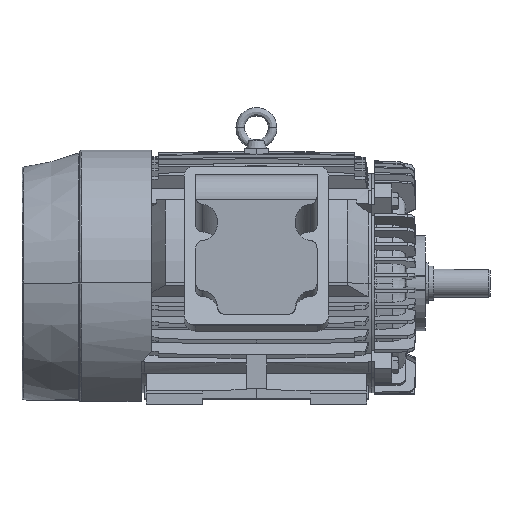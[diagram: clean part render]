
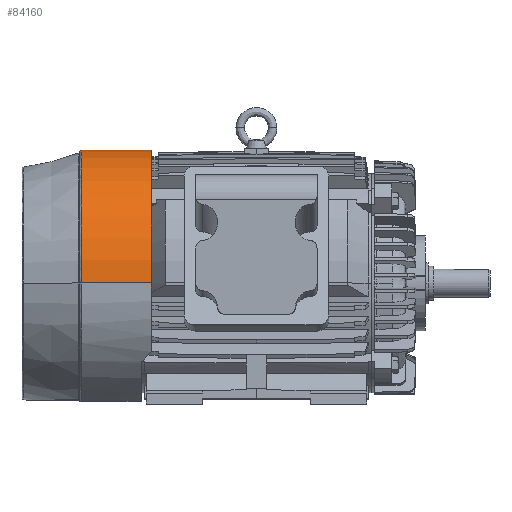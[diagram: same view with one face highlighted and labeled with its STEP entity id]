
A CAD part, top view. The second image highlights one B-rep face of the part: STEP entity #84160.
In plain terms, the highlighted cylindrical face has radius 195.1 mm (diameter 390.2 mm), a partial arc.
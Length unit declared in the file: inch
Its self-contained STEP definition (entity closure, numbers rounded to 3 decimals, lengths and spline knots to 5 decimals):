
#195 = CARTESIAN_POINT ( 'NONE',  ( -6.06299, 0., 0. ) ) ;
#1571 = DIRECTION ( 'NONE',  ( 1., 0., 0. ) ) ;
#1958 = CARTESIAN_POINT ( 'NONE',  ( -6.06299, 0., 7.6811 ) ) ;
#2003 = EDGE_LOOP ( 'NONE', ( #50704, #4557, #34125, #75724 ) ) ;
#4436 = CARTESIAN_POINT ( 'NONE',  ( -10.12008, 0., 7.6811 ) ) ;
#4557 = ORIENTED_EDGE ( 'NONE', *, *, #50912, .T. ) ;
#6832 = CARTESIAN_POINT ( 'NONE',  ( -6.06299, 0., -7.6811 ) ) ;
#8069 = CIRCLE ( 'NONE', #91015, 7.6811 ) ;
#11656 = VERTEX_POINT ( 'NONE', #66078 ) ;
#12345 = VERTEX_POINT ( 'NONE', #6832 ) ;
#14845 = DIRECTION ( 'NONE',  ( 1., 0., 0. ) ) ;
#29076 = EDGE_CURVE ( 'NONE', #11656, #12345, #63275, .T. ) ;
#30297 = DIRECTION ( 'NONE',  ( -1., 0., 0. ) ) ;
#32560 = AXIS2_PLACEMENT_3D ( 'NONE', #58370, #96118, #34435 ) ;
#34125 = ORIENTED_EDGE ( 'NONE', *, *, #57413, .T. ) ;
#34435 = DIRECTION ( 'NONE',  ( 0., 0., -1. ) ) ;
#37557 = VECTOR ( 'NONE', #73641, 39.37008 ) ;
#42364 = EDGE_CURVE ( 'NONE', #11656, #51570, #74897, .T. ) ;
#50704 = ORIENTED_EDGE ( 'NONE', *, *, #42364, .T. ) ;
#50912 = EDGE_CURVE ( 'NONE', #51570, #59620, #73130, .T. ) ;
#51570 = VERTEX_POINT ( 'NONE', #4436 ) ;
#56818 = AXIS2_PLACEMENT_3D ( 'NONE', #84704, #14845, #69904 ) ;
#57413 = EDGE_CURVE ( 'NONE', #59620, #12345, #8069, .T. ) ;
#58370 = CARTESIAN_POINT ( 'NONE',  ( -10.12008, 0., 0. ) ) ;
#59620 = VERTEX_POINT ( 'NONE', #1958 ) ;
#63275 = LINE ( 'NONE', #77567, #73014 ) ;
#66078 = CARTESIAN_POINT ( 'NONE',  ( -10.12008, 0., -7.6811 ) ) ;
#68541 = DIRECTION ( 'NONE',  ( 0., 0., -1. ) ) ;
#69904 = DIRECTION ( 'NONE',  ( 0., 0., -1. ) ) ;
#73014 = VECTOR ( 'NONE', #1571, 39.37008 ) ;
#73130 = LINE ( 'NONE', #81288, #37557 ) ;
#73641 = DIRECTION ( 'NONE',  ( 1., 0., 0. ) ) ;
#74897 = CIRCLE ( 'NONE', #32560, 7.6811 ) ;
#75724 = ORIENTED_EDGE ( 'NONE', *, *, #29076, .F. ) ;
#77563 = CYLINDRICAL_SURFACE ( 'NONE', #56818, 7.6811 ) ;
#77567 = CARTESIAN_POINT ( 'NONE',  ( -6.06299, 0., -7.6811 ) ) ;
#81288 = CARTESIAN_POINT ( 'NONE',  ( -6.06299, 0., 7.6811 ) ) ;
#84160 = ADVANCED_FACE ( 'NONE', ( #100496 ), #77563, .T. ) ;
#84704 = CARTESIAN_POINT ( 'NONE',  ( -6.06299, 0., 0. ) ) ;
#91015 = AXIS2_PLACEMENT_3D ( 'NONE', #195, #30297, #68541 ) ;
#96118 = DIRECTION ( 'NONE',  ( 1., 0., 0. ) ) ;
#100496 = FACE_OUTER_BOUND ( 'NONE', #2003, .T. ) ;
